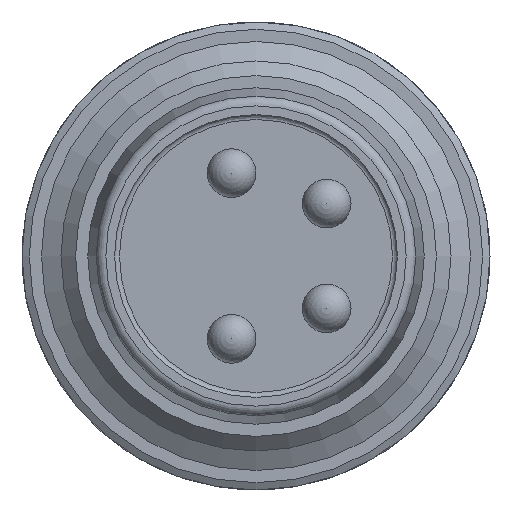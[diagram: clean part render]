
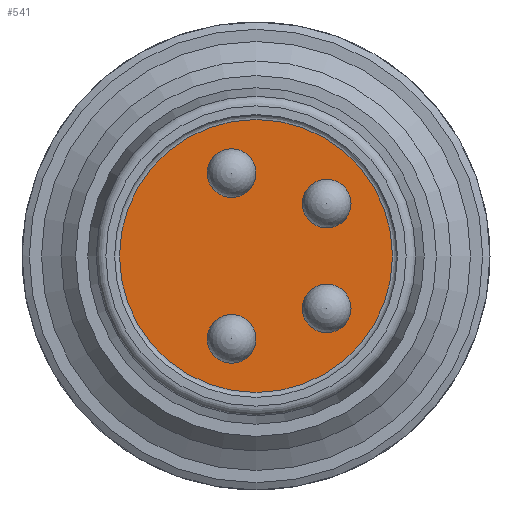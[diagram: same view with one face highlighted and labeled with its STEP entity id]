
A CAD part, front view. The second image highlights one B-rep face of the part: STEP entity #541.
In plain terms, the highlighted planar face has unit normal (0, -1, 0).
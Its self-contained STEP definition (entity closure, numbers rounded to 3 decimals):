
#385=PLANE('',#2080);
#541=ADVANCED_FACE('',(#719,#720,#721,#722,#723),#385,.T.);
#719=FACE_BOUND('',#812,.T.);
#720=FACE_BOUND('',#813,.T.);
#721=FACE_BOUND('',#814,.T.);
#722=FACE_BOUND('',#815,.T.);
#723=FACE_BOUND('',#816,.T.);
#812=EDGE_LOOP('',(#990));
#813=EDGE_LOOP('',(#991));
#814=EDGE_LOOP('',(#992));
#815=EDGE_LOOP('',(#993));
#816=EDGE_LOOP('',(#994));
#990=ORIENTED_EDGE('',*,*,#1700,.T.);
#991=ORIENTED_EDGE('',*,*,#1701,.T.);
#992=ORIENTED_EDGE('',*,*,#1699,.T.);
#993=ORIENTED_EDGE('',*,*,#1698,.T.);
#994=ORIENTED_EDGE('',*,*,#1697,.T.);
#1508=VERTEX_POINT('',#2878);
#1509=VERTEX_POINT('',#2881);
#1510=VERTEX_POINT('',#2884);
#1511=VERTEX_POINT('',#2887);
#1512=VERTEX_POINT('',#2890);
#1697=EDGE_CURVE('',#1508,#1508,#1960,.T.);
#1698=EDGE_CURVE('',#1509,#1509,#1961,.T.);
#1699=EDGE_CURVE('',#1510,#1510,#1962,.T.);
#1700=EDGE_CURVE('',#1511,#1511,#1963,.T.);
#1701=EDGE_CURVE('',#1512,#1512,#1964,.T.);
#1960=CIRCLE('',#2071,0.5);
#1961=CIRCLE('',#2073,0.5);
#1962=CIRCLE('',#2075,0.5);
#1963=CIRCLE('',#2077,0.5);
#1964=CIRCLE('',#2079,2.8);
#2071=AXIS2_PLACEMENT_3D('',#2877,#2315,#2316);
#2073=AXIS2_PLACEMENT_3D('',#2880,#2319,#2320);
#2075=AXIS2_PLACEMENT_3D('',#2883,#2323,#2324);
#2077=AXIS2_PLACEMENT_3D('',#2886,#2327,#2328);
#2079=AXIS2_PLACEMENT_3D('',#2889,#2331,#2332);
#2080=AXIS2_PLACEMENT_3D('',#2891,#2333,#2334);
#2315=DIRECTION('',(0.,1.,0.));
#2316=DIRECTION('',(0.,0.,1.));
#2319=DIRECTION('',(0.,1.,0.));
#2320=DIRECTION('',(0.,0.,1.));
#2323=DIRECTION('',(0.,1.,0.));
#2324=DIRECTION('',(0.,0.,1.));
#2327=DIRECTION('',(0.,1.,0.));
#2328=DIRECTION('',(0.,0.,1.));
#2331=DIRECTION('',(0.,-1.,0.));
#2332=DIRECTION('',(0.,0.,1.));
#2333=DIRECTION('',(0.,-1.,0.));
#2334=DIRECTION('',(0.,0.,-1.));
#2877=CARTESIAN_POINT('',(51.45,17.45,22.275));
#2878=CARTESIAN_POINT('',(51.45,17.45,22.775));
#2880=CARTESIAN_POINT('',(49.5,17.45,25.05));
#2881=CARTESIAN_POINT('',(49.5,17.45,25.55));
#2883=CARTESIAN_POINT('',(51.45,17.45,24.425));
#2884=CARTESIAN_POINT('',(51.45,17.45,24.925));
#2886=CARTESIAN_POINT('',(49.5,17.45,21.65));
#2887=CARTESIAN_POINT('',(49.5,17.45,22.15));
#2889=CARTESIAN_POINT('',(50.,17.45,23.35));
#2890=CARTESIAN_POINT('',(50.,17.45,26.15));
#2891=CARTESIAN_POINT('',(50.,17.45,20.45));
